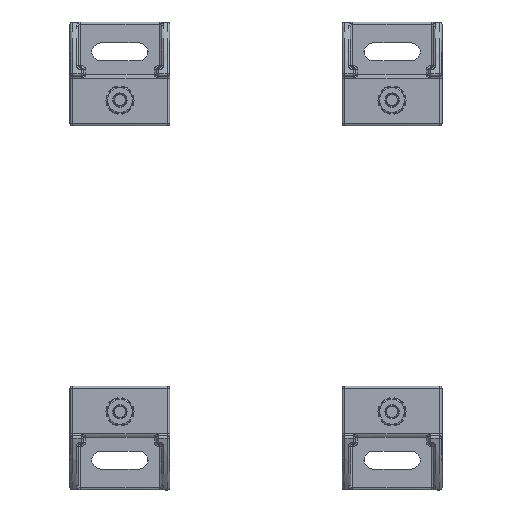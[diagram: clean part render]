
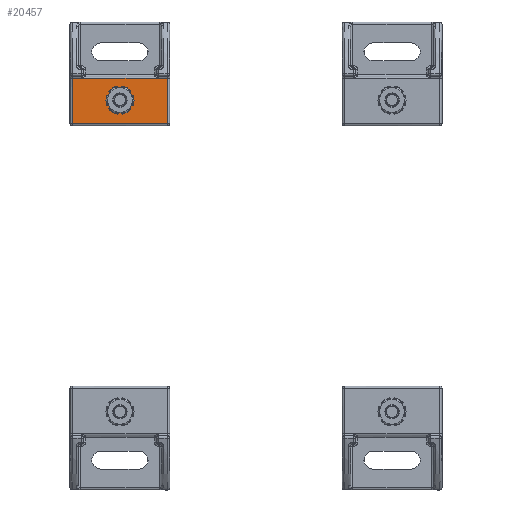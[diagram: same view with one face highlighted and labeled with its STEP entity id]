
A CAD part, top view. The second image highlights one B-rep face of the part: STEP entity #20457.
In plain terms, the highlighted planar face has unit normal (0, 0, 1).
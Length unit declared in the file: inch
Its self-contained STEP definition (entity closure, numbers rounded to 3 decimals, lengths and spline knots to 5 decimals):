
#227 = LINE ( 'NONE', #20641, #29807 ) ;
#436 = CARTESIAN_POINT ( 'NONE',  ( 0.70013, 5.28616, 0.28 ) ) ;
#961 = LINE ( 'NONE', #41827, #6875 ) ;
#1673 = EDGE_CURVE ( 'NONE', #10436, #42383, #961, .T. ) ;
#1950 = CARTESIAN_POINT ( 'NONE',  ( 0.70013, 4.62027, 0.28 ) ) ;
#2240 = VECTOR ( 'NONE', #3144, 39.37008 ) ;
#2284 = CARTESIAN_POINT ( 'NONE',  ( 0., 5.28494, 0.28 ) ) ;
#2445 = CARTESIAN_POINT ( 'NONE',  ( -0.56598, 5.28616, 0.28 ) ) ;
#2663 = VECTOR ( 'NONE', #8572, 39.37008 ) ;
#3144 = DIRECTION ( 'NONE',  ( 0., -1., 0. ) ) ;
#3645 = CARTESIAN_POINT ( 'NONE',  ( 0., 4.9659, 0.28 ) ) ;
#3839 = LINE ( 'NONE', #14568, #37246 ) ;
#4430 = DIRECTION ( 'NONE',  ( 0., 1., 0. ) ) ;
#4742 = ORIENTED_EDGE ( 'NONE', *, *, #1673, .T. ) ;
#4872 = VECTOR ( 'NONE', #7762, 39.37008 ) ;
#5034 = EDGE_CURVE ( 'NONE', #18359, #18359, #40059, .T. ) ;
#5578 = EDGE_LOOP ( 'NONE', ( #31334, #17713, #21638, #8843, #7668, #20524, #32618, #7885, #4742, #9020 ) ) ;
#6487 = LINE ( 'NONE', #19439, #20902 ) ;
#6716 = CARTESIAN_POINT ( 'NONE',  ( -0.70013, 4.62027, 0.28 ) ) ;
#6875 = VECTOR ( 'NONE', #8189, 39.37008 ) ;
#7668 = ORIENTED_EDGE ( 'NONE', *, *, #36121, .T. ) ;
#7762 = DIRECTION ( 'NONE',  ( -1., -0.004, 0. ) ) ;
#7885 = ORIENTED_EDGE ( 'NONE', *, *, #19030, .T. ) ;
#8189 = DIRECTION ( 'NONE',  ( -1., 0., 0. ) ) ;
#8572 = DIRECTION ( 'NONE',  ( -1., 0., 0. ) ) ;
#8843 = ORIENTED_EDGE ( 'NONE', *, *, #11775, .T. ) ;
#9020 = ORIENTED_EDGE ( 'NONE', *, *, #29608, .F. ) ;
#9331 = CARTESIAN_POINT ( 'NONE',  ( -0.70013, 5.28616, 0.28 ) ) ;
#10022 = VERTEX_POINT ( 'NONE', #20253 ) ;
#10436 = VERTEX_POINT ( 'NONE', #2445 ) ;
#10963 = EDGE_CURVE ( 'NONE', #15613, #11409, #15526, .T. ) ;
#11354 = VERTEX_POINT ( 'NONE', #6716 ) ;
#11409 = VERTEX_POINT ( 'NONE', #27789 ) ;
#11437 = ORIENTED_EDGE ( 'NONE', *, *, #5034, .T. ) ;
#11775 = EDGE_CURVE ( 'NONE', #10022, #20755, #227, .T. ) ;
#12042 = CARTESIAN_POINT ( 'NONE',  ( 0., 4.95322, 0.28 ) ) ;
#12073 = LINE ( 'NONE', #21517, #2663 ) ;
#12660 = AXIS2_PLACEMENT_3D ( 'NONE', #3645, #17832, #31262 ) ;
#13971 = CARTESIAN_POINT ( 'NONE',  ( 0.56546, 5.28616, 0.28 ) ) ;
#14568 = CARTESIAN_POINT ( 'NONE',  ( 0., 5.28616, 0.28 ) ) ;
#15526 = LINE ( 'NONE', #25443, #29780 ) ;
#15560 = DIRECTION ( 'NONE',  ( -1., 0., 0. ) ) ;
#15613 = VERTEX_POINT ( 'NONE', #37770 ) ;
#15888 = DIRECTION ( 'NONE',  ( -1., 0., 0. ) ) ;
#16705 = VECTOR ( 'NONE', #4430, 39.37008 ) ;
#16986 = EDGE_CURVE ( 'NONE', #25633, #35538, #6487, .T. ) ;
#17592 = VERTEX_POINT ( 'NONE', #37627 ) ;
#17713 = ORIENTED_EDGE ( 'NONE', *, *, #16986, .F. ) ;
#17832 = DIRECTION ( 'NONE',  ( 0., 0., -1. ) ) ;
#18359 = VERTEX_POINT ( 'NONE', #28240 ) ;
#19030 = EDGE_CURVE ( 'NONE', #11409, #10436, #31282, .T. ) ;
#19439 = CARTESIAN_POINT ( 'NONE',  ( 0.70013, 4.58697, 0.28 ) ) ;
#20253 = CARTESIAN_POINT ( 'NONE',  ( 0.56598, 5.28616, 0.28 ) ) ;
#20457 = ADVANCED_FACE ( 'NONE', ( #21931, #42175 ), #35562, .T. ) ;
#20524 = ORIENTED_EDGE ( 'NONE', *, *, #27166, .T. ) ;
#20641 = CARTESIAN_POINT ( 'NONE',  ( 0.56598, 5.28616, 0.28 ) ) ;
#20755 = VERTEX_POINT ( 'NONE', #13971 ) ;
#20902 = VECTOR ( 'NONE', #39697, 39.37008 ) ;
#21099 = LINE ( 'NONE', #34517, #16705 ) ;
#21517 = CARTESIAN_POINT ( 'NONE',  ( -0.77014, 4.62027, 0.28 ) ) ;
#21638 = ORIENTED_EDGE ( 'NONE', *, *, #34409, .T. ) ;
#21931 = FACE_BOUND ( 'NONE', #31231, .T. ) ;
#22332 = DIRECTION ( 'NONE',  ( 0., 1., 0. ) ) ;
#23570 = CARTESIAN_POINT ( 'NONE',  ( 0.56546, 4.95322, 0.28 ) ) ;
#25443 = CARTESIAN_POINT ( 'NONE',  ( -0.56546, 4.95322, 0.28 ) ) ;
#25633 = VERTEX_POINT ( 'NONE', #436 ) ;
#27166 = EDGE_CURVE ( 'NONE', #17592, #15613, #35250, .T. ) ;
#27789 = CARTESIAN_POINT ( 'NONE',  ( -0.56546, 5.28616, 0.28 ) ) ;
#27968 = CARTESIAN_POINT ( 'NONE',  ( -0.56546, 5.28616, 0.28 ) ) ;
#27979 = DIRECTION ( 'NONE',  ( -1., 0., 0. ) ) ;
#28155 = EDGE_CURVE ( 'NONE', #35538, #11354, #12073, .T. ) ;
#28240 = CARTESIAN_POINT ( 'NONE',  ( 0.095, 4.9659, 0.28 ) ) ;
#29608 = EDGE_CURVE ( 'NONE', #11354, #42383, #21099, .T. ) ;
#29780 = VECTOR ( 'NONE', #22332, 39.37008 ) ;
#29807 = VECTOR ( 'NONE', #37362, 39.37008 ) ;
#31231 = EDGE_LOOP ( 'NONE', ( #11437 ) ) ;
#31262 = DIRECTION ( 'NONE',  ( 1., 0., 0. ) ) ;
#31282 = LINE ( 'NONE', #27968, #4872 ) ;
#31334 = ORIENTED_EDGE ( 'NONE', *, *, #28155, .F. ) ;
#32618 = ORIENTED_EDGE ( 'NONE', *, *, #10963, .T. ) ;
#32692 = DIRECTION ( 'NONE',  ( 0., 0., 1. ) ) ;
#34409 = EDGE_CURVE ( 'NONE', #25633, #10022, #3839, .T. ) ;
#34517 = CARTESIAN_POINT ( 'NONE',  ( -0.70013, 5.31946, 0.28 ) ) ;
#35250 = LINE ( 'NONE', #2284, #42969 ) ;
#35538 = VERTEX_POINT ( 'NONE', #1950 ) ;
#35562 = PLANE ( 'NONE',  #41321 ) ;
#36121 = EDGE_CURVE ( 'NONE', #20755, #17592, #39869, .T. ) ;
#37246 = VECTOR ( 'NONE', #27979, 39.37008 ) ;
#37362 = DIRECTION ( 'NONE',  ( -1., 0.004, 0. ) ) ;
#37627 = CARTESIAN_POINT ( 'NONE',  ( 0.56546, 5.28494, 0.28 ) ) ;
#37770 = CARTESIAN_POINT ( 'NONE',  ( -0.56546, 5.28494, 0.28 ) ) ;
#39697 = DIRECTION ( 'NONE',  ( 0., -1., 0. ) ) ;
#39869 = LINE ( 'NONE', #23570, #2240 ) ;
#40059 = CIRCLE ( 'NONE', #12660, 0.095 ) ;
#41321 = AXIS2_PLACEMENT_3D ( 'NONE', #12042, #32692, #15560 ) ;
#41827 = CARTESIAN_POINT ( 'NONE',  ( 0., 5.28616, 0.28 ) ) ;
#42175 = FACE_OUTER_BOUND ( 'NONE', #5578, .T. ) ;
#42383 = VERTEX_POINT ( 'NONE', #9331 ) ;
#42969 = VECTOR ( 'NONE', #15888, 39.37008 ) ;
